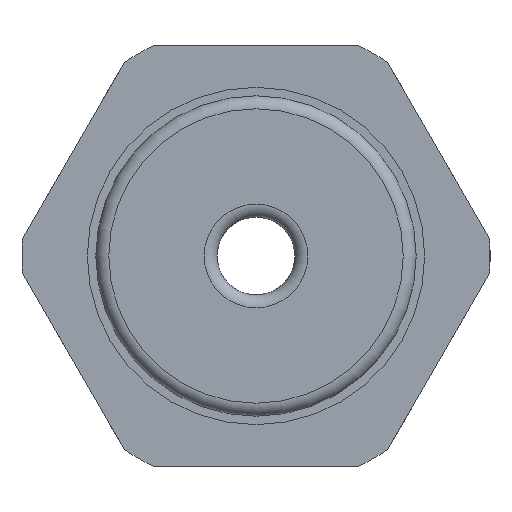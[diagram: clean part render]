
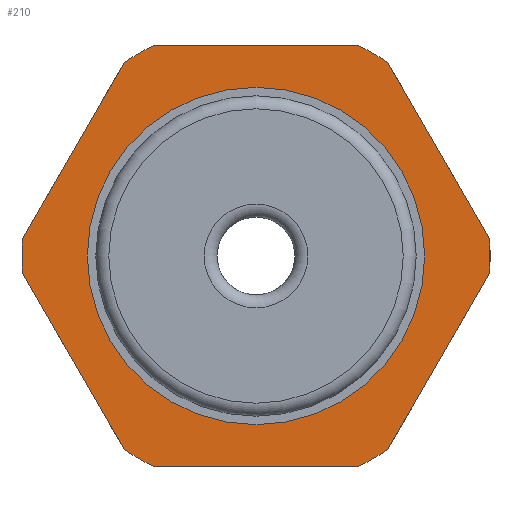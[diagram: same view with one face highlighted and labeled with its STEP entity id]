
A CAD part, left-side view. The second image highlights one B-rep face of the part: STEP entity #210.
In plain terms, the highlighted planar face has unit normal (-1, 0, 0).
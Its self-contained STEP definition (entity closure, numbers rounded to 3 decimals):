
#210 = ADVANCED_FACE( '', ( #446, #447 ), #448, .T. );
#446 = FACE_BOUND( '', #763, .T. );
#447 = FACE_OUTER_BOUND( '', #764, .T. );
#448 = PLANE( '', #765 );
#763 = EDGE_LOOP( '', ( #1298 ) );
#764 = EDGE_LOOP( '', ( #1299, #1300, #1301, #1302, #1303, #1304, #1305, #1306, #1307, #1308, #1309, #1310 ) );
#765 = AXIS2_PLACEMENT_3D( '', #1311, #1312, #1313 );
#1298 = ORIENTED_EDGE( '', *, *, #1676, .T. );
#1299 = ORIENTED_EDGE( '', *, *, #1673, .F. );
#1300 = ORIENTED_EDGE( '', *, *, #1567, .F. );
#1301 = ORIENTED_EDGE( '', *, *, #1622, .F. );
#1302 = ORIENTED_EDGE( '', *, *, #1475, .F. );
#1303 = ORIENTED_EDGE( '', *, *, #1637, .F. );
#1304 = ORIENTED_EDGE( '', *, *, #1582, .F. );
#1305 = ORIENTED_EDGE( '', *, *, #1605, .F. );
#1306 = ORIENTED_EDGE( '', *, *, #1609, .F. );
#1307 = ORIENTED_EDGE( '', *, *, #1677, .F. );
#1308 = ORIENTED_EDGE( '', *, *, #1553, .F. );
#1309 = ORIENTED_EDGE( '', *, *, #1521, .F. );
#1310 = ORIENTED_EDGE( '', *, *, #1598, .F. );
#1311 = CARTESIAN_POINT( '', ( 8., 12.667, 0. ) );
#1312 = DIRECTION( '', ( -1., 0., 0. ) );
#1313 = DIRECTION( '', ( 0., 0., 1. ) );
#1475 = EDGE_CURVE( '', #1735, #1737, #1738, .T. );
#1521 = EDGE_CURVE( '', #1814, #1816, #1817, .T. );
#1553 = EDGE_CURVE( '', #1816, #1866, #1867, .T. );
#1567 = EDGE_CURVE( '', #1887, #1889, #1890, .T. );
#1582 = EDGE_CURVE( '', #1910, #1912, #1913, .T. );
#1598 = EDGE_CURVE( '', #1933, #1814, #1935, .T. );
#1605 = EDGE_CURVE( '', #1944, #1910, #1946, .T. );
#1609 = EDGE_CURVE( '', #1950, #1944, #1952, .T. );
#1622 = EDGE_CURVE( '', #1737, #1887, #1971, .F. );
#1637 = EDGE_CURVE( '', #1912, #1735, #1990, .T. );
#1673 = EDGE_CURVE( '', #1889, #1933, #2035, .T. );
#1676 = EDGE_CURVE( '', #2038, #2038, #2039, .T. );
#1677 = EDGE_CURVE( '', #1866, #1950, #2040, .T. );
#1735 = VERTEX_POINT( '', #2121 );
#1737 = VERTEX_POINT( '', #2124 );
#1738 = LINE( '', #2125, #2126 );
#1814 = VERTEX_POINT( '', #2223 );
#1816 = VERTEX_POINT( '', #2226 );
#1817 = CIRCLE( '', #2227, 10.55 );
#1866 = VERTEX_POINT( '', #2303 );
#1867 = LINE( '', #2304, #2305 );
#1887 = VERTEX_POINT( '', #2337 );
#1889 = VERTEX_POINT( '', #2340 );
#1890 = LINE( '', #2341, #2342 );
#1910 = VERTEX_POINT( '', #2368 );
#1912 = VERTEX_POINT( '', #2371 );
#1913 = LINE( '', #2372, #2373 );
#1933 = VERTEX_POINT( '', #2407 );
#1935 = LINE( '', #2410, #2411 );
#1944 = VERTEX_POINT( '', #2420 );
#1946 = CIRCLE( '', #2423, 10.55 );
#1950 = VERTEX_POINT( '', #2428 );
#1952 = LINE( '', #2431, #2432 );
#1971 = CIRCLE( '', #2453, 10.55 );
#1990 = CIRCLE( '', #2478, 10.55 );
#2035 = CIRCLE( '', #2550, 10.55 );
#2038 = VERTEX_POINT( '', #2553 );
#2039 = CIRCLE( '', #2554, 7.22 );
#2040 = CIRCLE( '', #2555, 10.55 );
#2121 = CARTESIAN_POINT( '', ( 8., 5.933, -8.724 ) );
#2124 = CARTESIAN_POINT( '', ( 8., 10.521, -0.776 ) );
#2125 = CARTESIAN_POINT( '', ( 8., 5.933, -8.724 ) );
#2126 = VECTOR( '', #2613, 1000. );
#2223 = CARTESIAN_POINT( '', ( 8., -4.588, 9.5 ) );
#2226 = CARTESIAN_POINT( '', ( 8., -5.933, 8.724 ) );
#2227 = AXIS2_PLACEMENT_3D( '', #2684, #2685, #2686 );
#2303 = CARTESIAN_POINT( '', ( 8., -10.521, 0.776 ) );
#2304 = CARTESIAN_POINT( '', ( 8., -5.933, 8.724 ) );
#2305 = VECTOR( '', #2728, 1000. );
#2337 = CARTESIAN_POINT( '', ( 8., 10.521, 0.776 ) );
#2340 = CARTESIAN_POINT( '', ( 8., 5.933, 8.724 ) );
#2341 = CARTESIAN_POINT( '', ( 8., 10.521, 0.776 ) );
#2342 = VECTOR( '', #2740, 1000. );
#2368 = CARTESIAN_POINT( '', ( 8., -4.588, -9.5 ) );
#2371 = CARTESIAN_POINT( '', ( 8., 4.588, -9.5 ) );
#2372 = CARTESIAN_POINT( '', ( 8., -4.588, -9.5 ) );
#2373 = VECTOR( '', #2757, 1000. );
#2407 = CARTESIAN_POINT( '', ( 8., 4.588, 9.5 ) );
#2410 = CARTESIAN_POINT( '', ( 8., 4.588, 9.5 ) );
#2411 = VECTOR( '', #2772, 1000. );
#2420 = CARTESIAN_POINT( '', ( 8., -5.933, -8.724 ) );
#2423 = AXIS2_PLACEMENT_3D( '', #2783, #2784, #2785 );
#2428 = CARTESIAN_POINT( '', ( 8., -10.521, -0.776 ) );
#2431 = CARTESIAN_POINT( '', ( 8., -10.521, -0.776 ) );
#2432 = VECTOR( '', #2788, 1000. );
#2453 = AXIS2_PLACEMENT_3D( '', #2809, #2810, #2811 );
#2478 = AXIS2_PLACEMENT_3D( '', #2833, #2834, #2835 );
#2550 = AXIS2_PLACEMENT_3D( '', #2870, #2871, #2872 );
#2553 = CARTESIAN_POINT( '', ( 8., 0., -7.22 ) );
#2554 = AXIS2_PLACEMENT_3D( '', #2873, #2874, #2875 );
#2555 = AXIS2_PLACEMENT_3D( '', #2876, #2877, #2878 );
#2613 = DIRECTION( '', ( 0., 0.5, 0.866 ) );
#2684 = CARTESIAN_POINT( '', ( 8., 0., 0. ) );
#2685 = DIRECTION( '', ( 1., 0., 0. ) );
#2686 = DIRECTION( '', ( 0., 0., -1. ) );
#2728 = DIRECTION( '', ( 0., -0.5, -0.866 ) );
#2740 = DIRECTION( '', ( 0., -0.5, 0.866 ) );
#2757 = DIRECTION( '', ( 0., 1., 0. ) );
#2772 = DIRECTION( '', ( 0., -1., 0. ) );
#2783 = CARTESIAN_POINT( '', ( 8., 0., 0. ) );
#2784 = DIRECTION( '', ( 1., 0., 0. ) );
#2785 = DIRECTION( '', ( 0., 0., -1. ) );
#2788 = DIRECTION( '', ( 0., 0.5, -0.866 ) );
#2809 = CARTESIAN_POINT( '', ( 8., 0., 0. ) );
#2810 = DIRECTION( '', ( -1., 0., 0. ) );
#2811 = DIRECTION( '', ( 0., 0., 1. ) );
#2833 = CARTESIAN_POINT( '', ( 8., 0., 0. ) );
#2834 = DIRECTION( '', ( 1., 0., 0. ) );
#2835 = DIRECTION( '', ( 0., 0., -1. ) );
#2870 = CARTESIAN_POINT( '', ( 8., 0., 0. ) );
#2871 = DIRECTION( '', ( 1., 0., 0. ) );
#2872 = DIRECTION( '', ( 0., 0., -1. ) );
#2873 = CARTESIAN_POINT( '', ( 8., 0., 0. ) );
#2874 = DIRECTION( '', ( 1., 0., 0. ) );
#2875 = DIRECTION( '', ( 0., 0., -1. ) );
#2876 = CARTESIAN_POINT( '', ( 8., 0., 0. ) );
#2877 = DIRECTION( '', ( 1., 0., 0. ) );
#2878 = DIRECTION( '', ( 0., 0., -1. ) );
